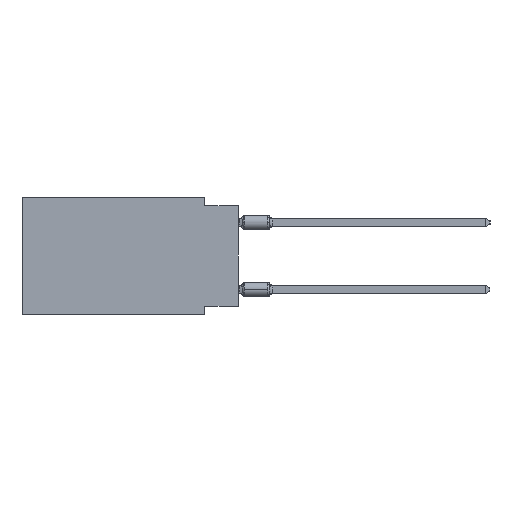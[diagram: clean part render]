
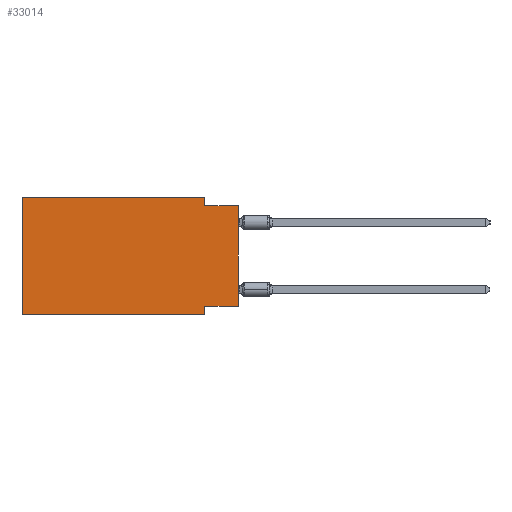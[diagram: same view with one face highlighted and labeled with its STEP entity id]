
A CAD part, left-side view. The second image highlights one B-rep face of the part: STEP entity #33014.
In plain terms, the highlighted planar face has unit normal (-1, 0, 0).
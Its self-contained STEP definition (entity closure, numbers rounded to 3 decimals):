
#261 = VECTOR ( 'NONE', #24658, 1000. ) ;
#2661 = DIRECTION ( 'NONE',  ( 1., 0., 0. ) ) ;
#6663 = CARTESIAN_POINT ( 'NONE',  ( 0., 2.54, -0.635 ) ) ;
#7241 = CARTESIAN_POINT ( 'NONE',  ( 0., 0., -0.635 ) ) ;
#8169 = AXIS2_PLACEMENT_3D ( 'NONE', #16410, #2661, #23366 ) ;
#9415 = CARTESIAN_POINT ( 'NONE',  ( 0., 0., 0. ) ) ;
#9864 = LINE ( 'NONE', #37717, #19588 ) ;
#10320 = DIRECTION ( 'NONE',  ( 0., 0., -1. ) ) ;
#11207 = CARTESIAN_POINT ( 'NONE',  ( 0., 0., -0.635 ) ) ;
#11681 = CARTESIAN_POINT ( 'NONE',  ( 0., 16.383, -8.89 ) ) ;
#11738 = LINE ( 'NONE', #39641, #41713 ) ;
#11860 = EDGE_CURVE ( 'NONE', #38282, #16726, #16642, .T. ) ;
#13620 = DIRECTION ( 'NONE',  ( 0., 1., 0. ) ) ;
#15310 = VERTEX_POINT ( 'NONE', #28620 ) ;
#15456 = DIRECTION ( 'NONE',  ( 0., 0., 1. ) ) ;
#15894 = CARTESIAN_POINT ( 'NONE',  ( 0., 2.54, -8.255 ) ) ;
#16135 = DIRECTION ( 'NONE',  ( 0., -1., 0. ) ) ;
#16310 = ORIENTED_EDGE ( 'NONE', *, *, #38205, .T. ) ;
#16410 = CARTESIAN_POINT ( 'NONE',  ( 0., 16.383, 0. ) ) ;
#16642 = LINE ( 'NONE', #24540, #39716 ) ;
#16726 = VERTEX_POINT ( 'NONE', #15894 ) ;
#18021 = ORIENTED_EDGE ( 'NONE', *, *, #11860, .F. ) ;
#18359 = EDGE_CURVE ( 'NONE', #43217, #36792, #11738, .T. ) ;
#19588 = VECTOR ( 'NONE', #10320, 1000. ) ;
#19601 = LINE ( 'NONE', #33558, #23254 ) ;
#20084 = CARTESIAN_POINT ( 'NONE',  ( 0., 0., -8.255 ) ) ;
#22230 = ORIENTED_EDGE ( 'NONE', *, *, #28125, .F. ) ;
#22368 = CARTESIAN_POINT ( 'NONE',  ( 0., 2.54, 0. ) ) ;
#23254 = VECTOR ( 'NONE', #15456, 1000. ) ;
#23363 = EDGE_CURVE ( 'NONE', #16726, #15310, #9864, .T. ) ;
#23366 = DIRECTION ( 'NONE',  ( 0., 0., -1. ) ) ;
#24294 = PLANE ( 'NONE',  #8169 ) ;
#24540 = CARTESIAN_POINT ( 'NONE',  ( 0., 0., -8.255 ) ) ;
#24658 = DIRECTION ( 'NONE',  ( 0., -1., 0. ) ) ;
#25129 = ORIENTED_EDGE ( 'NONE', *, *, #35454, .T. ) ;
#27423 = ORIENTED_EDGE ( 'NONE', *, *, #18359, .F. ) ;
#28125 = EDGE_CURVE ( 'NONE', #42442, #43217, #34472, .T. ) ;
#28381 = LINE ( 'NONE', #7241, #261 ) ;
#28620 = CARTESIAN_POINT ( 'NONE',  ( 0., 2.54, -8.89 ) ) ;
#30015 = VERTEX_POINT ( 'NONE', #11207 ) ;
#30527 = ORIENTED_EDGE ( 'NONE', *, *, #37150, .F. ) ;
#30739 = CARTESIAN_POINT ( 'NONE',  ( 0., 16.383, -8.89 ) ) ;
#30984 = LINE ( 'NONE', #9415, #32863 ) ;
#32357 = EDGE_LOOP ( 'NONE', ( #16310, #30527, #27423, #22230, #37248, #25129, #39473, #18021 ) ) ;
#32422 = DIRECTION ( 'NONE',  ( 0., 0., -1. ) ) ;
#32863 = VECTOR ( 'NONE', #44278, 1000. ) ;
#33014 = ADVANCED_FACE ( 'NONE', ( #33821 ), #24294, .F. ) ;
#33558 = CARTESIAN_POINT ( 'NONE',  ( 0., 16.383, 0. ) ) ;
#33821 = FACE_OUTER_BOUND ( 'NONE', #32357, .T. ) ;
#34270 = VECTOR ( 'NONE', #34937, 1000. ) ;
#34472 = LINE ( 'NONE', #37269, #42852 ) ;
#34937 = DIRECTION ( 'NONE',  ( 0., -1., 0. ) ) ;
#35014 = VERTEX_POINT ( 'NONE', #11681 ) ;
#35176 = LINE ( 'NONE', #30739, #34270 ) ;
#35454 = EDGE_CURVE ( 'NONE', #35014, #15310, #35176, .T. ) ;
#36792 = VERTEX_POINT ( 'NONE', #6663 ) ;
#37150 = EDGE_CURVE ( 'NONE', #36792, #30015, #28381, .T. ) ;
#37248 = ORIENTED_EDGE ( 'NONE', *, *, #39116, .F. ) ;
#37269 = CARTESIAN_POINT ( 'NONE',  ( 0., 16.383, 0. ) ) ;
#37717 = CARTESIAN_POINT ( 'NONE',  ( 0., 2.54, -8.89 ) ) ;
#38205 = EDGE_CURVE ( 'NONE', #38282, #30015, #30984, .T. ) ;
#38282 = VERTEX_POINT ( 'NONE', #20084 ) ;
#39116 = EDGE_CURVE ( 'NONE', #35014, #42442, #19601, .T. ) ;
#39473 = ORIENTED_EDGE ( 'NONE', *, *, #23363, .F. ) ;
#39641 = CARTESIAN_POINT ( 'NONE',  ( 0., 2.54, 0. ) ) ;
#39716 = VECTOR ( 'NONE', #13620, 1000. ) ;
#41713 = VECTOR ( 'NONE', #32422, 1000. ) ;
#42442 = VERTEX_POINT ( 'NONE', #45779 ) ;
#42852 = VECTOR ( 'NONE', #16135, 1000. ) ;
#43217 = VERTEX_POINT ( 'NONE', #22368 ) ;
#44278 = DIRECTION ( 'NONE',  ( 0., 0., 1. ) ) ;
#45779 = CARTESIAN_POINT ( 'NONE',  ( 0., 16.383, 0. ) ) ;
